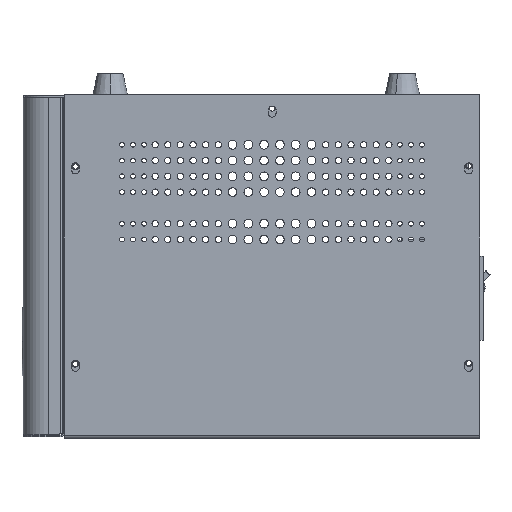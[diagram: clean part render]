
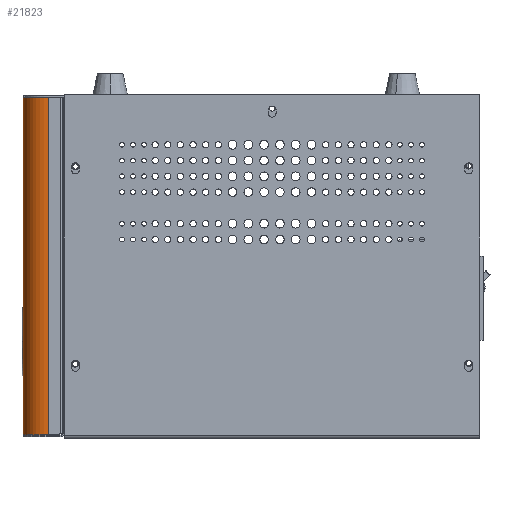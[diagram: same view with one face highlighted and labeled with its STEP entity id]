
A CAD part, left-side view. The second image highlights one B-rep face of the part: STEP entity #21823.
In plain terms, the highlighted cylindrical face has radius 16 mm (diameter 32 mm), a partial arc.
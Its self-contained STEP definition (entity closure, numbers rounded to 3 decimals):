
#1848 = AXIS2_PLACEMENT_3D ( 'NONE', #6458, #31659, #81099 ) ;
#3346 = CIRCLE ( 'NONE', #5992, 16. ) ;
#4041 = EDGE_LOOP ( 'NONE', ( #15548, #79827, #73566, #22923, #54473, #81157 ) ) ;
#5724 = VERTEX_POINT ( 'NONE', #41604 ) ;
#5992 = AXIS2_PLACEMENT_3D ( 'NONE', #81615, #68822, #49468 ) ;
#6458 = CARTESIAN_POINT ( 'NONE',  ( 206., -24.1, 15. ) ) ;
#15548 = ORIENTED_EDGE ( 'NONE', *, *, #54963, .F. ) ;
#16041 = VERTEX_POINT ( 'NONE', #33720 ) ;
#18185 = EDGE_CURVE ( 'NONE', #5724, #45436, #78237, .T. ) ;
#18366 = VECTOR ( 'NONE', #51706, 1000. ) ;
#18510 = AXIS2_PLACEMENT_3D ( 'NONE', #48301, #35970, #54916 ) ;
#19235 = VERTEX_POINT ( 'NONE', #27328 ) ;
#21823 = ADVANCED_FACE ( 'NONE', ( #24795 ), #59382, .T. ) ;
#22341 = EDGE_CURVE ( 'NONE', #58374, #5724, #44222, .T. ) ;
#22923 = ORIENTED_EDGE ( 'NONE', *, *, #22341, .F. ) ;
#24795 = FACE_OUTER_BOUND ( 'NONE', #4041, .T. ) ;
#24939 = EDGE_CURVE ( 'NONE', #55277, #58374, #3346, .T. ) ;
#25328 = CARTESIAN_POINT ( 'NONE',  ( 206., -24.1, -1. ) ) ;
#25763 = LINE ( 'NONE', #25328, #18366 ) ;
#27328 = CARTESIAN_POINT ( 'NONE',  ( 206., -237.9, -1. ) ) ;
#27887 = DIRECTION ( 'NONE',  ( 0., 0., 1. ) ) ;
#31659 = DIRECTION ( 'NONE',  ( 0., 1., 0. ) ) ;
#32821 = CIRCLE ( 'NONE', #59128, 16. ) ;
#33720 = CARTESIAN_POINT ( 'NONE',  ( 206., -24.1, -1. ) ) ;
#35970 = DIRECTION ( 'NONE',  ( 0., 1., 0. ) ) ;
#38475 = CARTESIAN_POINT ( 'NONE',  ( 222., 0., 15. ) ) ;
#40020 = DIRECTION ( 'NONE',  ( 1., 0., 0. ) ) ;
#41604 = CARTESIAN_POINT ( 'NONE',  ( 222., -24.1, 15. ) ) ;
#44222 = LINE ( 'NONE', #38475, #74109 ) ;
#45436 = VERTEX_POINT ( 'NONE', #57083 ) ;
#48301 = CARTESIAN_POINT ( 'NONE',  ( 206., -24.1, 15. ) ) ;
#49468 = DIRECTION ( 'NONE',  ( 0., 0., 1. ) ) ;
#51706 = DIRECTION ( 'NONE',  ( 0., -1., 0. ) ) ;
#53171 = DIRECTION ( 'NONE',  ( 0., 1., 0. ) ) ;
#54072 = CIRCLE ( 'NONE', #18510, 16. ) ;
#54473 = ORIENTED_EDGE ( 'NONE', *, *, #24939, .F. ) ;
#54916 = DIRECTION ( 'NONE',  ( 0., 0., 1. ) ) ;
#54963 = EDGE_CURVE ( 'NONE', #16041, #19235, #25763, .T. ) ;
#55277 = VERTEX_POINT ( 'NONE', #75819 ) ;
#56939 = CARTESIAN_POINT ( 'NONE',  ( 222., -237.9, 15. ) ) ;
#57083 = CARTESIAN_POINT ( 'NONE',  ( 207., -24.1, -0.969 ) ) ;
#58374 = VERTEX_POINT ( 'NONE', #56939 ) ;
#59128 = AXIS2_PLACEMENT_3D ( 'NONE', #72371, #60399, #27887 ) ;
#59382 = CYLINDRICAL_SURFACE ( 'NONE', #81324, 16. ) ;
#60399 = DIRECTION ( 'NONE',  ( 0., -1., 0. ) ) ;
#64423 = DIRECTION ( 'NONE',  ( 0., 1., 0. ) ) ;
#68822 = DIRECTION ( 'NONE',  ( 0., -1., 0. ) ) ;
#72371 = CARTESIAN_POINT ( 'NONE',  ( 206., -237.9, 15. ) ) ;
#73566 = ORIENTED_EDGE ( 'NONE', *, *, #18185, .F. ) ;
#74029 = EDGE_CURVE ( 'NONE', #19235, #55277, #32821, .T. ) ;
#74109 = VECTOR ( 'NONE', #64423, 1000. ) ;
#75549 = EDGE_CURVE ( 'NONE', #45436, #16041, #54072, .T. ) ;
#75819 = CARTESIAN_POINT ( 'NONE',  ( 207., -237.9, -0.969 ) ) ;
#78237 = CIRCLE ( 'NONE', #1848, 16. ) ;
#78714 = CARTESIAN_POINT ( 'NONE',  ( 206., -24.1, 15. ) ) ;
#79827 = ORIENTED_EDGE ( 'NONE', *, *, #75549, .F. ) ;
#81099 = DIRECTION ( 'NONE',  ( 0., 0., 1. ) ) ;
#81157 = ORIENTED_EDGE ( 'NONE', *, *, #74029, .F. ) ;
#81324 = AXIS2_PLACEMENT_3D ( 'NONE', #78714, #53171, #40020 ) ;
#81615 = CARTESIAN_POINT ( 'NONE',  ( 206., -237.9, 15. ) ) ;
